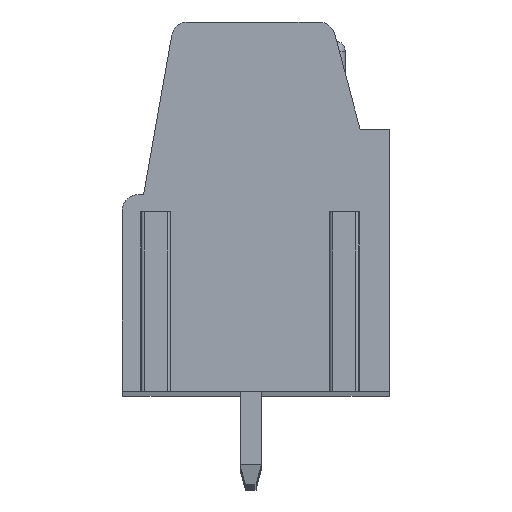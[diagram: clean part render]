
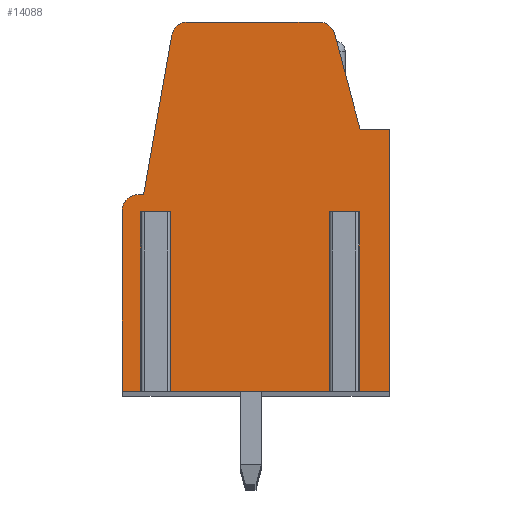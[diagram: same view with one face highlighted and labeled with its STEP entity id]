
A CAD part, top view. The second image highlights one B-rep face of the part: STEP entity #14088.
In plain terms, the highlighted planar face has unit normal (0, 0, 1).
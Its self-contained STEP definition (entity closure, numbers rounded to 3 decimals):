
#13=DIRECTION('',(-1.,0.,0.));
#14=VECTOR('',#13,0.62);
#15=CARTESIAN_POINT('',(3.61,-0.65,109.22));
#16=LINE('',#15,#14);
#17=DIRECTION('',(0.,1.,0.));
#18=VECTOR('',#17,6.7);
#19=CARTESIAN_POINT('',(2.99,-7.35,109.22));
#20=LINE('',#19,#18);
#21=DIRECTION('',(1.,0.,0.));
#22=VECTOR('',#21,6.43);
#23=CARTESIAN_POINT('',(-3.44,-7.35,109.22));
#24=LINE('',#23,#22);
#25=DIRECTION('',(0.,1.,0.));
#26=VECTOR('',#25,6.7);
#27=CARTESIAN_POINT('',(-3.44,-7.35,109.22));
#28=LINE('',#27,#26);
#29=DIRECTION('',(-1.,0.,0.));
#30=VECTOR('',#29,0.62);
#31=CARTESIAN_POINT('',(-3.44,-0.65,109.22));
#32=LINE('',#31,#30);
#33=DIRECTION('',(0.,1.,0.));
#34=VECTOR('',#33,6.7);
#35=CARTESIAN_POINT('',(-4.06,-7.35,109.22));
#36=LINE('',#35,#34);
#37=DIRECTION('',(1.,0.,0.));
#38=VECTOR('',#37,0.94);
#39=CARTESIAN_POINT('',(-5.,-7.35,109.22));
#40=LINE('',#39,#38);
#41=DIRECTION('',(0.,-1.,0.));
#42=VECTOR('',#41,6.75);
#43=CARTESIAN_POINT('',(-5.,-0.6,109.22));
#44=LINE('',#43,#42);
#45=CARTESIAN_POINT('',(-4.4,-0.6,109.22));
#46=DIRECTION('',(0.,0.,1.));
#47=DIRECTION('',(0.,1.,0.));
#48=AXIS2_PLACEMENT_3D('',#45,#46,#47);
#50=DIRECTION('',(-1.,0.,0.));
#51=VECTOR('',#50,0.2);
#52=CARTESIAN_POINT('',(-4.2,0.,109.22));
#53=LINE('',#52,#51);
#54=DIRECTION('',(-0.174,-0.985,0.));
#55=VECTOR('',#54,6.046);
#56=CARTESIAN_POINT('',(-3.15,5.954,109.22));
#57=LINE('',#56,#55);
#58=CARTESIAN_POINT('',(-2.559,5.85,109.22));
#59=DIRECTION('',(0.,0.,1.));
#60=DIRECTION('',(0.,1.,0.));
#61=AXIS2_PLACEMENT_3D('',#58,#59,#60);
#63=DIRECTION('',(-1.,0.,0.));
#64=VECTOR('',#63,4.917);
#65=CARTESIAN_POINT('',(2.358,6.45,109.22));
#66=LINE('',#65,#64);
#67=CARTESIAN_POINT('',(2.358,5.85,109.22));
#68=DIRECTION('',(0.,0.,1.));
#69=DIRECTION('',(0.966,0.259,0.));
#70=AXIS2_PLACEMENT_3D('',#67,#68,#69);
#72=DIRECTION('',(-0.259,0.966,0.));
#73=VECTOR('',#72,3.681);
#74=CARTESIAN_POINT('',(3.89,2.45,109.22));
#75=LINE('',#74,#73);
#76=DIRECTION('',(-1.,0.,0.));
#77=VECTOR('',#76,1.11);
#78=CARTESIAN_POINT('',(5.,2.45,109.22));
#79=LINE('',#78,#77);
#80=DIRECTION('',(0.,1.,0.));
#81=VECTOR('',#80,9.8);
#82=CARTESIAN_POINT('',(5.,-7.35,109.22));
#83=LINE('',#82,#81);
#84=DIRECTION('',(1.,0.,0.));
#85=VECTOR('',#84,1.39);
#86=CARTESIAN_POINT('',(3.61,-7.35,109.22));
#87=LINE('',#86,#85);
#88=DIRECTION('',(0.,1.,0.));
#89=VECTOR('',#88,6.7);
#90=CARTESIAN_POINT('',(3.61,-7.35,109.22));
#91=LINE('',#90,#89);
#11137=CARTESIAN_POINT('',(-5.,-0.6,109.22));
#11138=CARTESIAN_POINT('',(-5.,-7.35,109.22));
#11139=VERTEX_POINT('',#11137);
#11140=VERTEX_POINT('',#11138);
#11141=CARTESIAN_POINT('',(5.,-7.35,109.22));
#11142=CARTESIAN_POINT('',(5.,2.45,109.22));
#11143=VERTEX_POINT('',#11141);
#11144=VERTEX_POINT('',#11142);
#11145=CARTESIAN_POINT('',(3.89,2.45,109.22));
#11146=VERTEX_POINT('',#11145);
#11147=CARTESIAN_POINT('',(2.937,6.005,109.22));
#11148=VERTEX_POINT('',#11147);
#11149=CARTESIAN_POINT('',(2.358,6.45,109.22));
#11150=VERTEX_POINT('',#11149);
#11151=CARTESIAN_POINT('',(-2.559,6.45,109.22));
#11152=VERTEX_POINT('',#11151);
#11153=CARTESIAN_POINT('',(-3.15,5.954,109.22));
#11154=VERTEX_POINT('',#11153);
#11155=CARTESIAN_POINT('',(-4.2,0.,109.22));
#11156=VERTEX_POINT('',#11155);
#11157=CARTESIAN_POINT('',(-4.4,0.,109.22));
#11158=VERTEX_POINT('',#11157);
#11277=CARTESIAN_POINT('',(3.61,-0.65,109.22));
#11278=CARTESIAN_POINT('',(2.99,-0.65,109.22));
#11279=VERTEX_POINT('',#11277);
#11280=VERTEX_POINT('',#11278);
#11281=CARTESIAN_POINT('',(-3.44,-0.65,109.22));
#11282=CARTESIAN_POINT('',(-4.06,-0.65,109.22));
#11283=VERTEX_POINT('',#11281);
#11284=VERTEX_POINT('',#11282);
#11285=CARTESIAN_POINT('',(-4.06,-7.35,109.22));
#11286=VERTEX_POINT('',#11285);
#11287=CARTESIAN_POINT('',(-3.44,-7.35,109.22));
#11288=VERTEX_POINT('',#11287);
#11289=CARTESIAN_POINT('',(3.61,-7.35,109.22));
#11290=VERTEX_POINT('',#11289);
#11291=CARTESIAN_POINT('',(2.99,-7.35,109.22));
#11292=VERTEX_POINT('',#11291);
#14043=CARTESIAN_POINT('',(0.,0.,109.22));
#14044=DIRECTION('',(0.,0.,1.));
#14045=DIRECTION('',(1.,0.,0.));
#14046=AXIS2_PLACEMENT_3D('',#14043,#14044,#14045);
#14047=PLANE('',#14046);
#14049=ORIENTED_EDGE('',*,*,#14048,.T.);
#14051=ORIENTED_EDGE('',*,*,#14050,.F.);
#14053=ORIENTED_EDGE('',*,*,#14052,.F.);
#14055=ORIENTED_EDGE('',*,*,#14054,.T.);
#14057=ORIENTED_EDGE('',*,*,#14056,.T.);
#14059=ORIENTED_EDGE('',*,*,#14058,.F.);
#14061=ORIENTED_EDGE('',*,*,#14060,.F.);
#14063=ORIENTED_EDGE('',*,*,#14062,.F.);
#14065=ORIENTED_EDGE('',*,*,#14064,.F.);
#14067=ORIENTED_EDGE('',*,*,#14066,.F.);
#14069=ORIENTED_EDGE('',*,*,#14068,.F.);
#14071=ORIENTED_EDGE('',*,*,#14070,.F.);
#14073=ORIENTED_EDGE('',*,*,#14072,.F.);
#14075=ORIENTED_EDGE('',*,*,#14074,.F.);
#14077=ORIENTED_EDGE('',*,*,#14076,.F.);
#14079=ORIENTED_EDGE('',*,*,#14078,.F.);
#14081=ORIENTED_EDGE('',*,*,#14080,.F.);
#14083=ORIENTED_EDGE('',*,*,#14082,.F.);
#14085=ORIENTED_EDGE('',*,*,#14084,.T.);
#14086=EDGE_LOOP('',(#14049,#14051,#14053,#14055,#14057,#14059,#14061,#14063,
#14065,#14067,#14069,#14071,#14073,#14075,#14077,#14079,#14081,#14083,#14085));
#14087=FACE_OUTER_BOUND('',#14086,.F.);
#49=CIRCLE('',#48,0.6);
#62=CIRCLE('',#61,0.6);
#71=CIRCLE('',#70,0.6);
#14048=EDGE_CURVE('',#11279,#11280,#16,.T.);
#14050=EDGE_CURVE('',#11292,#11280,#20,.T.);
#14052=EDGE_CURVE('',#11288,#11292,#24,.T.);
#14054=EDGE_CURVE('',#11288,#11283,#28,.T.);
#14056=EDGE_CURVE('',#11283,#11284,#32,.T.);
#14058=EDGE_CURVE('',#11286,#11284,#36,.T.);
#14060=EDGE_CURVE('',#11140,#11286,#40,.T.);
#14062=EDGE_CURVE('',#11139,#11140,#44,.T.);
#14064=EDGE_CURVE('',#11158,#11139,#49,.T.);
#14066=EDGE_CURVE('',#11156,#11158,#53,.T.);
#14068=EDGE_CURVE('',#11154,#11156,#57,.T.);
#14070=EDGE_CURVE('',#11152,#11154,#62,.T.);
#14072=EDGE_CURVE('',#11150,#11152,#66,.T.);
#14074=EDGE_CURVE('',#11148,#11150,#71,.T.);
#14076=EDGE_CURVE('',#11146,#11148,#75,.T.);
#14078=EDGE_CURVE('',#11144,#11146,#79,.T.);
#14080=EDGE_CURVE('',#11143,#11144,#83,.T.);
#14082=EDGE_CURVE('',#11290,#11143,#87,.T.);
#14084=EDGE_CURVE('',#11290,#11279,#91,.T.);
#14088=ADVANCED_FACE('',(#14087),#14047,.T.);
